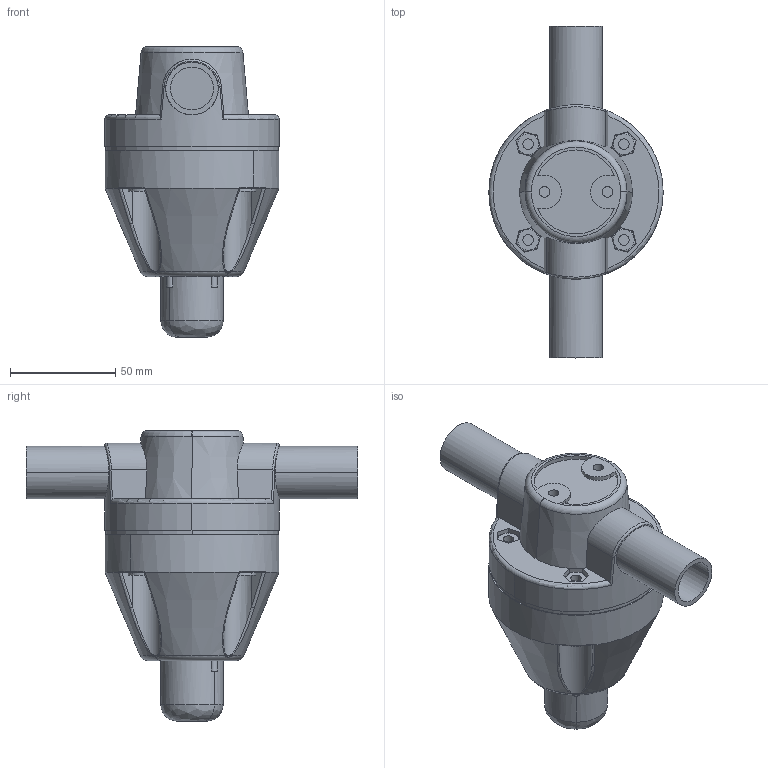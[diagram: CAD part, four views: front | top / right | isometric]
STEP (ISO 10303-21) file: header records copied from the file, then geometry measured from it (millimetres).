
FILE_DESCRIPTION((''),'2;1');
FILE_NAME('KU_V186_PP_DN20_17005474','2019-06-04T',('Kattner'),(''),'PRO/ENGINEER BY PARAMETRIC TECHNOLOGY CORPORATION, 2016360','PRO/ENGINEER BY PARAMETRIC TECHNOLOGY CORPORATION, 2016360','');
FILE_SCHEMA(('AUTOMOTIVE_DESIGN { 1 0 10303 214 1 1 1 1 }'));
Length unit declared in the file: millimetre
Products named in the file (1): KU_V186_PP_DN20_17005474
Bounding box: 83 x 158 x 138.5 mm (x, y, z)
Volume: 444072.3 mm3; surface area: 47542.8 mm2
Topology: 1 solids, 1 shells, 210 faces, 536 edges, 354 vertices
Faces by surface type: plane 100, cylinder 48, bspline 26, cone 22, torus 14
Entity records: 10216 total; most frequent: CARTESIAN_POINT 3945, ORIENTED_EDGE 1072, DIRECTION 886, EDGE_CURVE 536, VERTEX_POINT 354, AXIS2_PLACEMENT_3D 346, EDGE_LOOP 236, FACE_OUTER_BOUND 210
